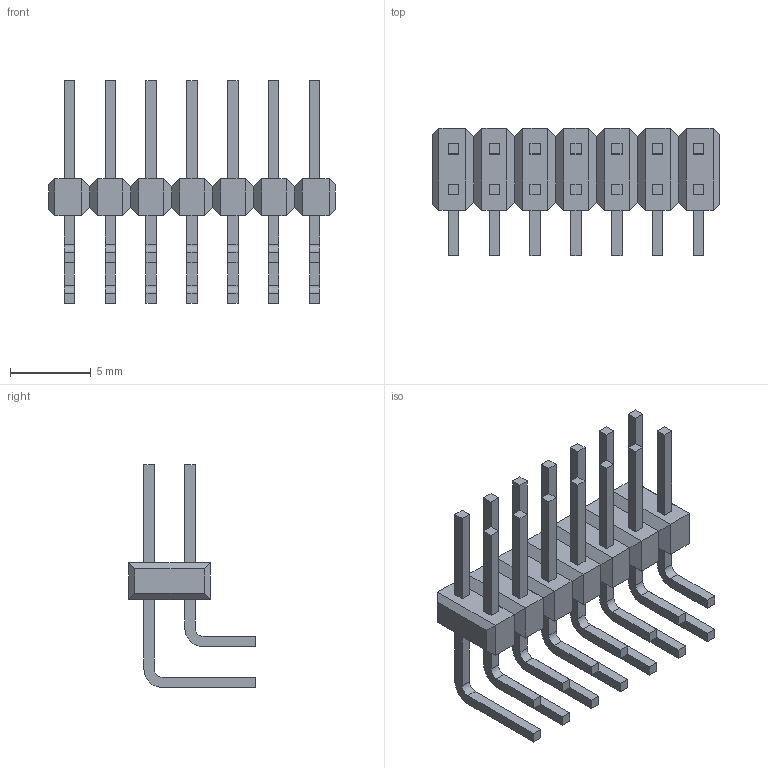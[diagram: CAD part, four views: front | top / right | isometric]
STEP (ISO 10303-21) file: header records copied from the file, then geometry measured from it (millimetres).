
FILE_DESCRIPTION((''),'2;1');
FILE_NAME('717640114','2017-03-28T',('ghp'),(''),'PRO/ENGINEER BY PARAMETRIC TECHNOLOGY CORPORATION, 2012310','PRO/ENGINEER BY PARAMETRIC TECHNOLOGY CORPORATION, 2012310','');
FILE_SCHEMA(('CONFIG_CONTROL_DESIGN'));
Length unit declared in the file: inch
Products named in the file (1): 717640114
Bounding box: 17.78 x 7.87 x 13.84 mm (x, y, z)
Volume: 268.2 mm3; surface area: 829.4 mm2
Topology: 1 solids, 1 shells, 282 faces, 704 edges, 452 vertices
Faces by surface type: plane 254, cylinder 28
Entity records: 8215 total; most frequent: CARTESIAN_POINT 1411, DIRECTION 1354, ORIENTED_EDGE 1352, EDGE_CURVE 676, VECTOR 620, LINE 620, VERTEX_POINT 424, AXIS2_PLACEMENT_3D 367
